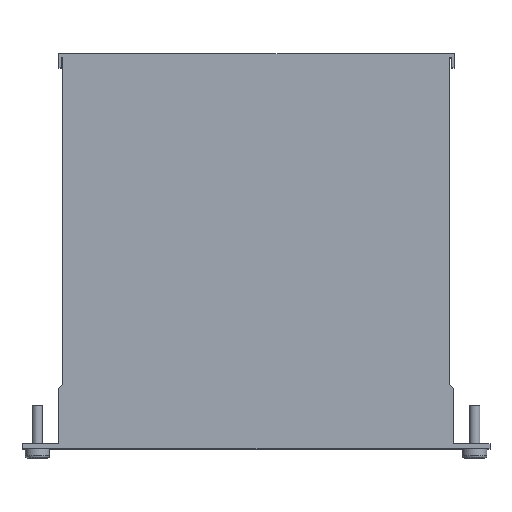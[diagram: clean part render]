
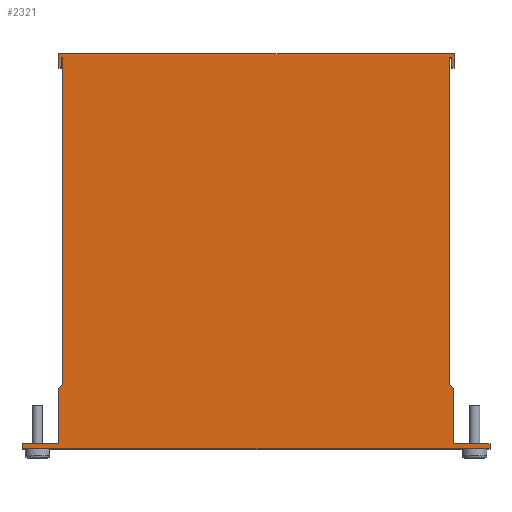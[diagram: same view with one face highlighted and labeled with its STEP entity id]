
A CAD part, top view. The second image highlights one B-rep face of the part: STEP entity #2321.
In plain terms, the highlighted planar face has unit normal (0, 0, 1).
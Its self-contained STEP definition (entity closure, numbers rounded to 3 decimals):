
#2321=ADVANCED_FACE('',(#9253),#9255,.T.);
#9253=FACE_BOUND('',#9254,.T.);
#9254=EDGE_LOOP('',(#14817,#14818,#14819,#14820,#14821,#14822,#14823,#14824,#14825,
#14826,#14827,#14828,#14829,#14830,#14831,#14832,#14833,#14834,#14835,#14836,#14837,
#14838,#14839,#14840));
#9255=PLANE('',#9256);
#9256=AXIS2_PLACEMENT_3D('',#9257,#9258,#9259);
#9257=CARTESIAN_POINT('',(0.,0.,179.));
#9258=DIRECTION('',(0.,0.,1.));
#9259=DIRECTION('',(1.,0.,0.));
#14817=ORIENTED_EDGE('',*,*,#18279,.T.);
#14818=ORIENTED_EDGE('',*,*,#18280,.T.);
#14819=ORIENTED_EDGE('',*,*,#18281,.T.);
#14820=ORIENTED_EDGE('',*,*,#18282,.T.);
#14821=ORIENTED_EDGE('',*,*,#18283,.T.);
#14822=ORIENTED_EDGE('',*,*,#18284,.T.);
#14823=ORIENTED_EDGE('',*,*,#18285,.T.);
#14824=ORIENTED_EDGE('',*,*,#18286,.T.);
#14825=ORIENTED_EDGE('',*,*,#18287,.T.);
#14826=ORIENTED_EDGE('',*,*,#18288,.T.);
#14827=ORIENTED_EDGE('',*,*,#18289,.T.);
#14828=ORIENTED_EDGE('',*,*,#18290,.T.);
#14829=ORIENTED_EDGE('',*,*,#18291,.T.);
#14830=ORIENTED_EDGE('',*,*,#18292,.T.);
#14831=ORIENTED_EDGE('',*,*,#18293,.T.);
#14832=ORIENTED_EDGE('',*,*,#18294,.T.);
#14833=ORIENTED_EDGE('',*,*,#18295,.T.);
#14834=ORIENTED_EDGE('',*,*,#18296,.T.);
#14835=ORIENTED_EDGE('',*,*,#18297,.T.);
#14836=ORIENTED_EDGE('',*,*,#18298,.T.);
#14837=ORIENTED_EDGE('',*,*,#18299,.T.);
#14838=ORIENTED_EDGE('',*,*,#18300,.T.);
#14839=ORIENTED_EDGE('',*,*,#17491,.T.);
#14840=ORIENTED_EDGE('',*,*,#18278,.T.);
#17491=EDGE_CURVE('',#19477,#19475,#19478,.T.);
#18278=EDGE_CURVE('',#19475,#20800,#20802,.T.);
#18279=EDGE_CURVE('',#20800,#20803,#20804,.T.);
#18280=EDGE_CURVE('',#20803,#20805,#20806,.T.);
#18281=EDGE_CURVE('',#20805,#20807,#20808,.T.);
#18282=EDGE_CURVE('',#20807,#20809,#20810,.T.);
#18283=EDGE_CURVE('',#20809,#20811,#20812,.T.);
#18284=EDGE_CURVE('',#20811,#20813,#20814,.T.);
#18285=EDGE_CURVE('',#20813,#20815,#20816,.T.);
#18286=EDGE_CURVE('',#20815,#20817,#20818,.T.);
#18287=EDGE_CURVE('',#20817,#20819,#20820,.T.);
#18288=EDGE_CURVE('',#20819,#20821,#20822,.T.);
#18289=EDGE_CURVE('',#20821,#20823,#20824,.T.);
#18290=EDGE_CURVE('',#20823,#20825,#20826,.T.);
#18291=EDGE_CURVE('',#20825,#20827,#20828,.T.);
#18292=EDGE_CURVE('',#20827,#20829,#20830,.T.);
#18293=EDGE_CURVE('',#20829,#20831,#20832,.T.);
#18294=EDGE_CURVE('',#20831,#20833,#20834,.T.);
#18295=EDGE_CURVE('',#20833,#20835,#20836,.T.);
#18296=EDGE_CURVE('',#20835,#20837,#20838,.T.);
#18297=EDGE_CURVE('',#20837,#20839,#20840,.T.);
#18298=EDGE_CURVE('',#20839,#20841,#20842,.T.);
#18299=EDGE_CURVE('',#20841,#20843,#20844,.T.);
#18300=EDGE_CURVE('',#20843,#19477,#20845,.T.);
#19475=VERTEX_POINT('',#22798);
#19477=VERTEX_POINT('',#22802);
#19478=LINE('',#22803,#22804);
#20800=VERTEX_POINT('',#25697);
#20802=LINE('',#25701,#25702);
#20803=VERTEX_POINT('',#25704);
#20804=LINE('',#25705,#25706);
#20805=VERTEX_POINT('',#25708);
#20806=LINE('',#25709,#25710);
#20807=VERTEX_POINT('',#25712);
#20808=LINE('',#25713,#25714);
#20809=VERTEX_POINT('',#25716);
#20810=LINE('',#25717,#25718);
#20811=VERTEX_POINT('',#25720);
#20812=LINE('',#25721,#25722);
#20813=VERTEX_POINT('',#25724);
#20814=LINE('',#25725,#25726);
#20815=VERTEX_POINT('',#25728);
#20816=LINE('',#25729,#25730);
#20817=VERTEX_POINT('',#25732);
#20818=LINE('',#25733,#25734);
#20819=VERTEX_POINT('',#25736);
#20820=LINE('',#25737,#25738);
#20821=VERTEX_POINT('',#25740);
#20822=LINE('',#25741,#25742);
#20823=VERTEX_POINT('',#25744);
#20824=LINE('',#25745,#25746);
#20825=VERTEX_POINT('',#25748);
#20826=LINE('',#25749,#25750);
#20827=VERTEX_POINT('',#25752);
#20828=LINE('',#25753,#25754);
#20829=VERTEX_POINT('',#25756);
#20830=LINE('',#25757,#25758);
#20831=VERTEX_POINT('',#25760);
#20832=LINE('',#25761,#25762);
#20833=VERTEX_POINT('',#25764);
#20834=LINE('',#25765,#25766);
#20835=VERTEX_POINT('',#25768);
#20836=LINE('',#25769,#25770);
#20837=VERTEX_POINT('',#25772);
#20838=LINE('',#25773,#25774);
#20839=VERTEX_POINT('',#25776);
#20840=LINE('',#25777,#25778);
#20841=VERTEX_POINT('',#25780);
#20842=LINE('',#25781,#25782);
#20843=VERTEX_POINT('',#25784);
#20844=LINE('',#25785,#25786);
#20845=LINE('',#25788,#25789);
#22798=CARTESIAN_POINT('',(127.9,227.15,179.));
#22802=CARTESIAN_POINT('',(355.26,227.15,179.));
#22803=CARTESIAN_POINT('',(355.26,227.15,179.));
#22804=VECTOR('',#22805,1.);
#22805=DIRECTION('',(-1.,0.,0.));
#25697=CARTESIAN_POINT('',(127.9,219.15,179.));
#25701=CARTESIAN_POINT('',(127.9,227.15,179.));
#25702=VECTOR('',#25703,1.);
#25703=DIRECTION('',(0.,-1.,0.));
#25704=CARTESIAN_POINT('',(129.4,219.15,179.));
#25705=CARTESIAN_POINT('',(127.9,219.15,179.));
#25706=VECTOR('',#25707,1.);
#25707=DIRECTION('',(1.,0.,0.));
#25708=CARTESIAN_POINT('',(129.4,224.9,179.));
#25709=CARTESIAN_POINT('',(129.4,219.15,179.));
#25710=VECTOR('',#25711,1.);
#25711=DIRECTION('',(0.,1.,0.));
#25712=CARTESIAN_POINT('',(130.1,224.9,179.));
#25713=CARTESIAN_POINT('',(129.4,224.9,179.));
#25714=VECTOR('',#25715,1.);
#25715=DIRECTION('',(1.,0.,0.));
#25716=CARTESIAN_POINT('',(130.1,37.3,179.));
#25717=CARTESIAN_POINT('',(130.1,224.9,179.));
#25718=VECTOR('',#25719,1.);
#25719=DIRECTION('',(0.,-1.,0.));
#25720=CARTESIAN_POINT('',(127.6,34.8,179.));
#25721=CARTESIAN_POINT('',(130.1,37.3,179.));
#25722=VECTOR('',#25723,1.);
#25723=DIRECTION('',(-0.707,-0.707,0.));
#25724=CARTESIAN_POINT('',(127.6,2.9,179.));
#25725=CARTESIAN_POINT('',(127.6,34.8,179.));
#25726=VECTOR('',#25727,1.);
#25727=DIRECTION('',(0.,-1.,0.));
#25728=CARTESIAN_POINT('',(106.7,2.9,179.));
#25729=CARTESIAN_POINT('',(127.6,2.9,179.));
#25730=VECTOR('',#25731,1.);
#25731=DIRECTION('',(-1.,0.,0.));
#25732=CARTESIAN_POINT('',(106.7,0.,179.));
#25733=CARTESIAN_POINT('',(106.7,2.9,179.));
#25734=VECTOR('',#25735,1.);
#25735=DIRECTION('',(0.,-1.,0.));
#25736=CARTESIAN_POINT('',(134.5,0.,179.));
#25737=CARTESIAN_POINT('',(106.7,0.,179.));
#25738=VECTOR('',#25739,1.);
#25739=DIRECTION('',(1.,0.,0.));
#25740=CARTESIAN_POINT('',(134.7,0.15,179.));
#25741=CARTESIAN_POINT('',(134.5,0.,179.));
#25742=VECTOR('',#25743,1.);
#25743=DIRECTION('',(0.8,0.6,0.));
#25744=CARTESIAN_POINT('',(347.9,0.15,179.));
#25745=CARTESIAN_POINT('',(134.7,0.15,179.));
#25746=VECTOR('',#25747,1.);
#25747=DIRECTION('',(1.,0.,0.));
#25748=CARTESIAN_POINT('',(348.1,0.,179.));
#25749=CARTESIAN_POINT('',(347.9,0.15,179.));
#25750=VECTOR('',#25751,1.);
#25751=DIRECTION('',(0.8,-0.6,0.));
#25752=CARTESIAN_POINT('',(375.9,0.,179.));
#25753=CARTESIAN_POINT('',(348.1,0.,179.));
#25754=VECTOR('',#25755,1.);
#25755=DIRECTION('',(1.,0.,0.));
#25756=CARTESIAN_POINT('',(375.9,2.9,179.));
#25757=CARTESIAN_POINT('',(375.9,0.,179.));
#25758=VECTOR('',#25759,1.);
#25759=DIRECTION('',(0.,1.,0.));
#25760=CARTESIAN_POINT('',(355.,2.9,179.));
#25761=CARTESIAN_POINT('',(375.9,2.9,179.));
#25762=VECTOR('',#25763,1.);
#25763=DIRECTION('',(-1.,0.,0.));
#25764=CARTESIAN_POINT('',(355.,34.8,179.));
#25765=CARTESIAN_POINT('',(355.,2.9,179.));
#25766=VECTOR('',#25767,1.);
#25767=DIRECTION('',(0.,1.,0.));
#25768=CARTESIAN_POINT('',(352.5,37.3,179.));
#25769=CARTESIAN_POINT('',(355.,34.8,179.));
#25770=VECTOR('',#25771,1.);
#25771=DIRECTION('',(-0.707,0.707,0.));
#25772=CARTESIAN_POINT('',(352.5,225.15,179.));
#25773=CARTESIAN_POINT('',(352.5,37.3,179.));
#25774=VECTOR('',#25775,1.);
#25775=DIRECTION('',(0.,1.,0.));
#25776=CARTESIAN_POINT('',(353.76,225.15,179.));
#25777=CARTESIAN_POINT('',(352.5,225.15,179.));
#25778=VECTOR('',#25779,1.);
#25779=DIRECTION('',(1.,0.,0.));
#25780=CARTESIAN_POINT('',(353.76,219.15,179.));
#25781=CARTESIAN_POINT('',(353.76,225.15,179.));
#25782=VECTOR('',#25783,1.);
#25783=DIRECTION('',(0.,-1.,0.));
#25784=CARTESIAN_POINT('',(355.26,219.15,179.));
#25785=CARTESIAN_POINT('',(353.76,219.15,179.));
#25786=VECTOR('',#25787,1.);
#25787=DIRECTION('',(1.,0.,0.));
#25788=CARTESIAN_POINT('',(355.26,219.15,179.));
#25789=VECTOR('',#25790,1.);
#25790=DIRECTION('',(0.,1.,0.));
